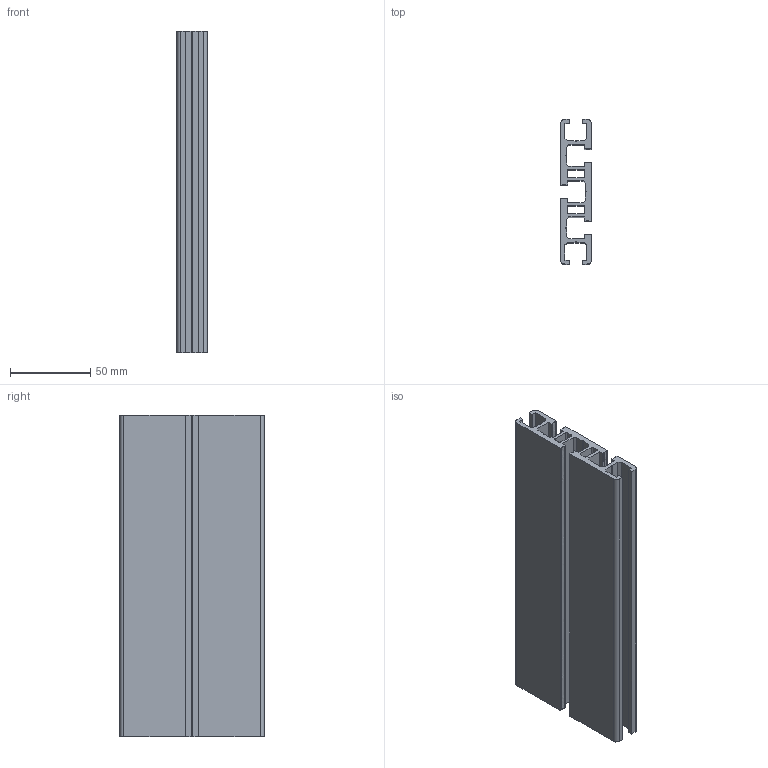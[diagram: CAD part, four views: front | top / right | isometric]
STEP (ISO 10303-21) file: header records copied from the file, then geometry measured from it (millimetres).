
FILE_DESCRIPTION (( 'STEP AP203' ), '1' );
FILE_NAME ('006507 REF 1990.STEP', '2015-12-01T11:54:31', ( '' ), ( '' ), 'SwSTEP 2.0', 'SolidWorks 2015', '' );
FILE_SCHEMA (( 'CONFIG_CONTROL_DESIGN' ));
Length unit declared in the file: millimetre
Products named in the file (1): 006507 REF 1990
Bounding box: 19 x 90 x 200 mm (x, y, z)
Volume: 143401.1 mm3; surface area: 95172.7 mm2
Topology: 1 solids, 1 shells, 110 faces, 324 edges, 216 vertices
Faces by surface type: plane 75, cylinder 29, bspline 6
Entity records: 3773 total; most frequent: CARTESIAN_POINT 753, ORIENTED_EDGE 648, DIRECTION 580, EDGE_CURVE 324, LINE 254, VECTOR 254, VERTEX_POINT 216, AXIS2_PLACEMENT_3D 163
